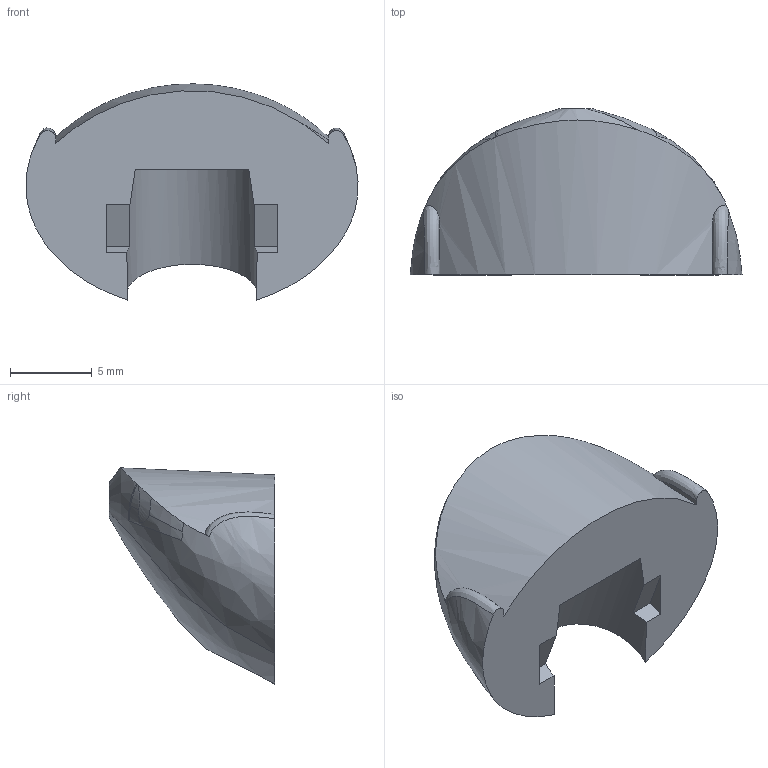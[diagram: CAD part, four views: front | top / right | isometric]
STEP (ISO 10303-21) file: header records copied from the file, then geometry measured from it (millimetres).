
FILE_DESCRIPTION (( 'STEP AP203' ), '1' );
FILE_NAME ('DP - D TipTH.STEP', '2017-08-02T02:56:53', ( '' ), ( '' ), 'SwSTEP 2.0', 'SolidWorks 2016', '' );
FILE_SCHEMA (( 'CONFIG_CONTROL_DESIGN' ));
Length unit declared in the file: millimetre
Products named in the file (1): DP - D TipTH
Bounding box: 20.33 x 10.15 x 13.24 mm (x, y, z)
Volume: 1117.1 mm3; surface area: 720.7 mm2
Topology: 1 solids, 1 shells, 26 faces, 78 edges, 50 vertices
Faces by surface type: bspline 13, plane 12, cylinder 1
Entity records: 2500 total; most frequent: CARTESIAN_POINT 1882, ORIENTED_EDGE 148, EDGE_CURVE 74, DIRECTION 57, VERTEX_POINT 50, B_SPLINE_CURVE_WITH_KNOTS 46, ADVANCED_FACE 26, FACE_OUTER_BOUND 26
